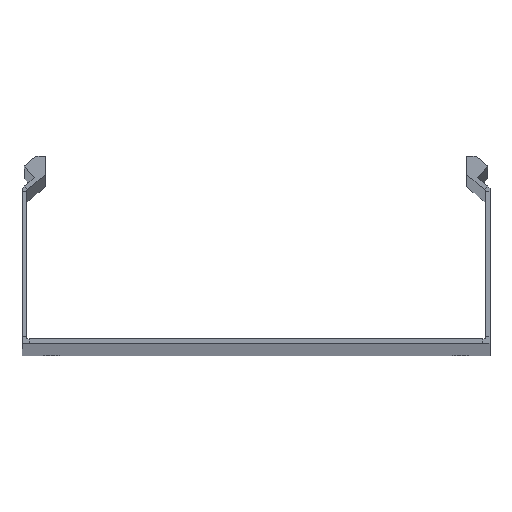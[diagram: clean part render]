
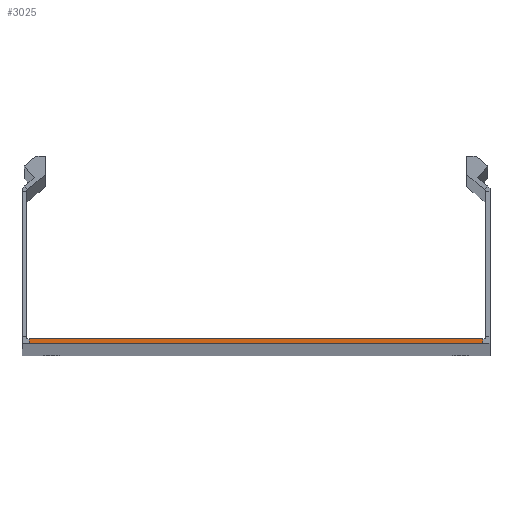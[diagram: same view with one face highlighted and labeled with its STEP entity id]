
A CAD part, top view. The second image highlights one B-rep face of the part: STEP entity #3025.
In plain terms, the highlighted planar face has unit normal (0, 0, 1).
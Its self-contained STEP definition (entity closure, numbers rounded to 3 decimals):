
#176 = CARTESIAN_POINT ( 'NONE',  ( 97., 0., 1500. ) ) ;
#326 = DIRECTION ( 'NONE',  ( -1., 0., 0. ) ) ;
#331 = LINE ( 'NONE', #3972, #5567 ) ;
#439 = VERTEX_POINT ( 'NONE', #473 ) ;
#473 = CARTESIAN_POINT ( 'NONE',  ( -97., 2., 1500. ) ) ;
#532 = DIRECTION ( 'NONE',  ( 0., 0., 1. ) ) ;
#568 = PLANE ( 'NONE',  #5743 ) ;
#796 = CARTESIAN_POINT ( 'NONE',  ( 97., 2., 1500. ) ) ;
#910 = LINE ( 'NONE', #1737, #3214 ) ;
#1215 = CARTESIAN_POINT ( 'NONE',  ( 97., 0., 1500. ) ) ;
#1269 = EDGE_CURVE ( 'NONE', #5963, #2477, #331, .T. ) ;
#1364 = ORIENTED_EDGE ( 'NONE', *, *, #1269, .F. ) ;
#1483 = VERTEX_POINT ( 'NONE', #796 ) ;
#1737 = CARTESIAN_POINT ( 'NONE',  ( -97., 2., 1500. ) ) ;
#1936 = ORIENTED_EDGE ( 'NONE', *, *, #3938, .T. ) ;
#2143 = LINE ( 'NONE', #5796, #4443 ) ;
#2477 = VERTEX_POINT ( 'NONE', #4627 ) ;
#2496 = EDGE_LOOP ( 'NONE', ( #1364, #1936, #2994, #5327 ) ) ;
#2994 = ORIENTED_EDGE ( 'NONE', *, *, #3186, .T. ) ;
#3025 = ADVANCED_FACE ( 'NONE', ( #4799 ), #568, .T. ) ;
#3138 = DIRECTION ( 'NONE',  ( 0., -1., 0. ) ) ;
#3186 = EDGE_CURVE ( 'NONE', #1483, #439, #2143, .T. ) ;
#3214 = VECTOR ( 'NONE', #3138, 1000. ) ;
#3780 = CARTESIAN_POINT ( 'NONE',  ( 98., 3., 1500. ) ) ;
#3938 = EDGE_CURVE ( 'NONE', #5963, #1483, #5974, .T. ) ;
#3972 = CARTESIAN_POINT ( 'NONE',  ( -100., 0., 1500. ) ) ;
#4006 = EDGE_CURVE ( 'NONE', #439, #2477, #910, .T. ) ;
#4233 = DIRECTION ( 'NONE',  ( 1., 0., 0. ) ) ;
#4443 = VECTOR ( 'NONE', #5292, 1000. ) ;
#4627 = CARTESIAN_POINT ( 'NONE',  ( -97., 0., 1500. ) ) ;
#4799 = FACE_OUTER_BOUND ( 'NONE', #2496, .T. ) ;
#5177 = DIRECTION ( 'NONE',  ( 0., 1., 0. ) ) ;
#5292 = DIRECTION ( 'NONE',  ( -1., 0., 0. ) ) ;
#5327 = ORIENTED_EDGE ( 'NONE', *, *, #4006, .T. ) ;
#5567 = VECTOR ( 'NONE', #326, 1000. ) ;
#5743 = AXIS2_PLACEMENT_3D ( 'NONE', #3780, #532, #4233 ) ;
#5796 = CARTESIAN_POINT ( 'NONE',  ( -100., 2., 1500. ) ) ;
#5819 = VECTOR ( 'NONE', #5177, 1000. ) ;
#5963 = VERTEX_POINT ( 'NONE', #1215 ) ;
#5974 = LINE ( 'NONE', #176, #5819 ) ;
